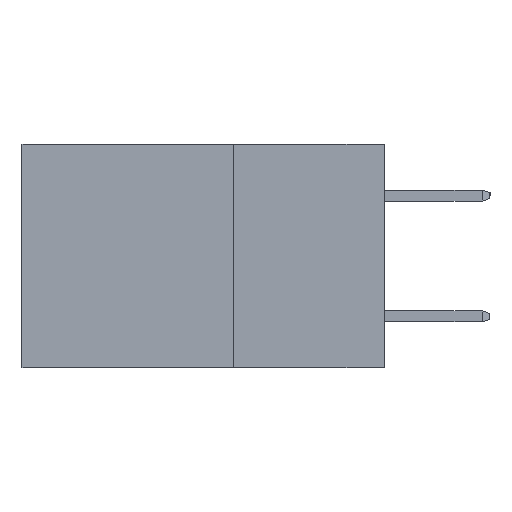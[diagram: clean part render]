
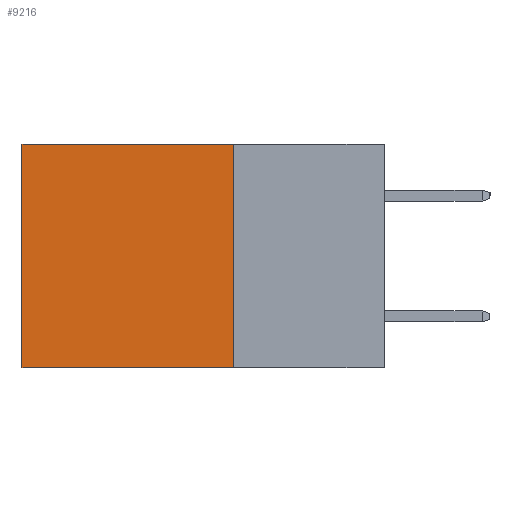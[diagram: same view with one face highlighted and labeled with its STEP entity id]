
A CAD part, left-side view. The second image highlights one B-rep face of the part: STEP entity #9216.
In plain terms, the highlighted planar face has unit normal (-1, 0, 0).
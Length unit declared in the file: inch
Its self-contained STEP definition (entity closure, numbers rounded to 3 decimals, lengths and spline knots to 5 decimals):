
#23 = VECTOR ( 'NONE', #978, 39.37008 ) ;
#272 = ORIENTED_EDGE ( 'NONE', *, *, #1806, .F. ) ;
#678 = VERTEX_POINT ( 'NONE', #11577 ) ;
#806 = CARTESIAN_POINT ( 'NONE',  ( 0.2615, 0.25, -0.37 ) ) ;
#978 = DIRECTION ( 'NONE',  ( 0., 0., -1. ) ) ;
#1056 = LINE ( 'NONE', #806, #23 ) ;
#1064 = AXIS2_PLACEMENT_3D ( 'NONE', #12183, #9475, #1920 ) ;
#1482 = DIRECTION ( 'NONE',  ( 0., 0., -1. ) ) ;
#1547 = DIRECTION ( 'NONE',  ( 0., 1., 0. ) ) ;
#1722 = CARTESIAN_POINT ( 'NONE',  ( 0.2615, 0.25, -0.37 ) ) ;
#1806 = EDGE_CURVE ( 'NONE', #7825, #13987, #1056, .T. ) ;
#1920 = DIRECTION ( 'NONE',  ( 0., 0., -1. ) ) ;
#3169 = CARTESIAN_POINT ( 'NONE',  ( 0.2615, 0.25, -0.37 ) ) ;
#4128 = CARTESIAN_POINT ( 'NONE',  ( 0.2615, 0.6, -0.37 ) ) ;
#4353 = EDGE_CURVE ( 'NONE', #7825, #678, #6500, .T. ) ;
#5535 = EDGE_LOOP ( 'NONE', ( #8359, #14463, #272, #5927 ) ) ;
#5927 = ORIENTED_EDGE ( 'NONE', *, *, #4353, .T. ) ;
#6500 = LINE ( 'NONE', #6670, #8336 ) ;
#6670 = CARTESIAN_POINT ( 'NONE',  ( 0.2615, 0.25, 0. ) ) ;
#7130 = PLANE ( 'NONE',  #1064 ) ;
#7737 = CARTESIAN_POINT ( 'NONE',  ( 0.2615, 0.6, -0.37 ) ) ;
#7825 = VERTEX_POINT ( 'NONE', #9326 ) ;
#8336 = VECTOR ( 'NONE', #1547, 39.37008 ) ;
#8359 = ORIENTED_EDGE ( 'NONE', *, *, #12567, .T. ) ;
#8771 = VECTOR ( 'NONE', #1482, 39.37008 ) ;
#9216 = ADVANCED_FACE ( 'NONE', ( #14738 ), #7130, .F. ) ;
#9326 = CARTESIAN_POINT ( 'NONE',  ( 0.2615, 0.25, 0. ) ) ;
#9475 = DIRECTION ( 'NONE',  ( 1., 0., 0. ) ) ;
#10682 = EDGE_CURVE ( 'NONE', #13987, #12995, #10976, .T. ) ;
#10976 = LINE ( 'NONE', #3169, #16157 ) ;
#11577 = CARTESIAN_POINT ( 'NONE',  ( 0.2615, 0.6, 0. ) ) ;
#12183 = CARTESIAN_POINT ( 'NONE',  ( 0.2615, 0.25, -0.37 ) ) ;
#12567 = EDGE_CURVE ( 'NONE', #678, #12995, #15548, .T. ) ;
#12995 = VERTEX_POINT ( 'NONE', #7737 ) ;
#13987 = VERTEX_POINT ( 'NONE', #1722 ) ;
#14463 = ORIENTED_EDGE ( 'NONE', *, *, #10682, .F. ) ;
#14738 = FACE_OUTER_BOUND ( 'NONE', #5535, .T. ) ;
#15548 = LINE ( 'NONE', #4128, #8771 ) ;
#16002 = DIRECTION ( 'NONE',  ( 0., 1., 0. ) ) ;
#16157 = VECTOR ( 'NONE', #16002, 39.37008 ) ;
